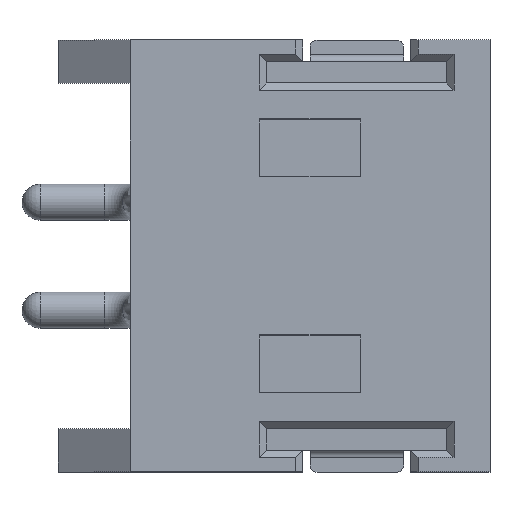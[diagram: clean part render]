
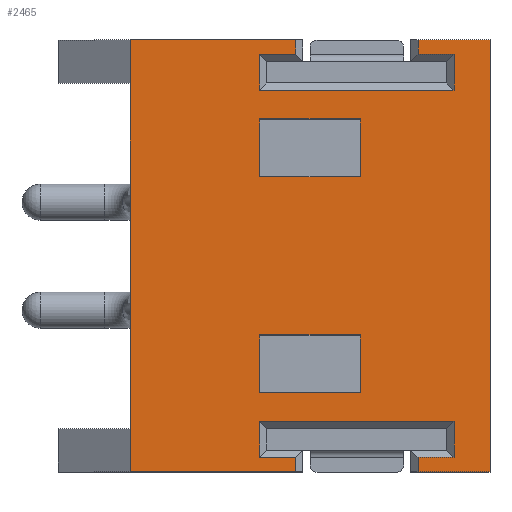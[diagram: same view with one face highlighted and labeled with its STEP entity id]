
A CAD part, top view. The second image highlights one B-rep face of the part: STEP entity #2465.
In plain terms, the highlighted planar face has unit normal (0, 0, 1).
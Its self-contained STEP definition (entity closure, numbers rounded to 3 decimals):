
#14=FACE_BOUND('',#306,.T.);
#15=FACE_BOUND('',#307,.T.);
#41=PLANE('',#2648);
#174=FACE_OUTER_BOUND('',#305,.T.);
#305=EDGE_LOOP('',(#1845,#1846,#1847,#1848,#1849,#1850,#1851,#1852,#1853,
#1854,#1855,#1856,#1857,#1858,#1859,#1860,#1861,#1862,#1863,#1864));
#306=EDGE_LOOP('',(#1865,#1866,#1867,#1868));
#307=EDGE_LOOP('',(#1869,#1870,#1871,#1872));
#454=LINE('',#3644,#764);
#456=LINE('',#3649,#766);
#462=LINE('',#3660,#772);
#463=LINE('',#3662,#773);
#465=LINE('',#3666,#775);
#468=LINE('',#3672,#778);
#473=LINE('',#3681,#783);
#478=LINE('',#3691,#788);
#480=LINE('',#3695,#790);
#481=LINE('',#3697,#791);
#482=LINE('',#3699,#792);
#483=LINE('',#3701,#793);
#484=LINE('',#3703,#794);
#485=LINE('',#3705,#795);
#486=LINE('',#3707,#796);
#487=LINE('',#3709,#797);
#488=LINE('',#3711,#798);
#489=LINE('',#3713,#799);
#490=LINE('',#3715,#800);
#491=LINE('',#3716,#801);
#492=LINE('',#3719,#802);
#493=LINE('',#3721,#803);
#494=LINE('',#3723,#804);
#495=LINE('',#3724,#805);
#496=LINE('',#3727,#806);
#497=LINE('',#3729,#807);
#498=LINE('',#3731,#808);
#499=LINE('',#3732,#809);
#764=VECTOR('',#2930,10.);
#766=VECTOR('',#2934,10.);
#772=VECTOR('',#2942,10.);
#773=VECTOR('',#2945,10.);
#775=VECTOR('',#2949,10.);
#778=VECTOR('',#2954,10.);
#783=VECTOR('',#2961,10.);
#788=VECTOR('',#2972,10.);
#790=VECTOR('',#2976,10.);
#791=VECTOR('',#2977,10.);
#792=VECTOR('',#2978,10.);
#793=VECTOR('',#2979,10.);
#794=VECTOR('',#2980,10.);
#795=VECTOR('',#2981,10.);
#796=VECTOR('',#2982,10.);
#797=VECTOR('',#2983,10.);
#798=VECTOR('',#2984,10.);
#799=VECTOR('',#2985,10.);
#800=VECTOR('',#2986,10.);
#801=VECTOR('',#2987,10.);
#802=VECTOR('',#2988,10.);
#803=VECTOR('',#2989,10.);
#804=VECTOR('',#2990,10.);
#805=VECTOR('',#2991,10.);
#806=VECTOR('',#2992,10.);
#807=VECTOR('',#2993,10.);
#808=VECTOR('',#2994,10.);
#809=VECTOR('',#2995,10.);
#1129=VERTEX_POINT('',#3641);
#1130=VERTEX_POINT('',#3643);
#1131=VERTEX_POINT('',#3647);
#1132=VERTEX_POINT('',#3648);
#1136=VERTEX_POINT('',#3658);
#1137=VERTEX_POINT('',#3665);
#1139=VERTEX_POINT('',#3671);
#1142=VERTEX_POINT('',#3679);
#1144=VERTEX_POINT('',#3690);
#1145=VERTEX_POINT('',#3694);
#1146=VERTEX_POINT('',#3696);
#1147=VERTEX_POINT('',#3698);
#1148=VERTEX_POINT('',#3700);
#1149=VERTEX_POINT('',#3702);
#1150=VERTEX_POINT('',#3704);
#1151=VERTEX_POINT('',#3706);
#1152=VERTEX_POINT('',#3708);
#1153=VERTEX_POINT('',#3710);
#1154=VERTEX_POINT('',#3712);
#1155=VERTEX_POINT('',#3714);
#1156=VERTEX_POINT('',#3717);
#1157=VERTEX_POINT('',#3718);
#1158=VERTEX_POINT('',#3720);
#1159=VERTEX_POINT('',#3722);
#1160=VERTEX_POINT('',#3725);
#1161=VERTEX_POINT('',#3726);
#1162=VERTEX_POINT('',#3728);
#1163=VERTEX_POINT('',#3730);
#1384=EDGE_CURVE('',#1129,#1130,#454,.T.);
#1386=EDGE_CURVE('',#1131,#1132,#456,.T.);
#1392=EDGE_CURVE('',#1136,#1129,#462,.T.);
#1393=EDGE_CURVE('',#1132,#1136,#463,.T.);
#1395=EDGE_CURVE('',#1137,#1131,#465,.T.);
#1398=EDGE_CURVE('',#1130,#1139,#468,.T.);
#1403=EDGE_CURVE('',#1142,#1137,#473,.T.);
#1408=EDGE_CURVE('',#1139,#1144,#478,.T.);
#1410=EDGE_CURVE('',#1145,#1142,#480,.T.);
#1411=EDGE_CURVE('',#1145,#1146,#481,.T.);
#1412=EDGE_CURVE('',#1146,#1147,#482,.T.);
#1413=EDGE_CURVE('',#1148,#1147,#483,.T.);
#1414=EDGE_CURVE('',#1149,#1148,#484,.T.);
#1415=EDGE_CURVE('',#1150,#1149,#485,.T.);
#1416=EDGE_CURVE('',#1151,#1150,#486,.T.);
#1417=EDGE_CURVE('',#1152,#1151,#487,.T.);
#1418=EDGE_CURVE('',#1153,#1152,#488,.T.);
#1419=EDGE_CURVE('',#1154,#1153,#489,.T.);
#1420=EDGE_CURVE('',#1154,#1155,#490,.T.);
#1421=EDGE_CURVE('',#1144,#1155,#491,.T.);
#1422=EDGE_CURVE('',#1156,#1157,#492,.T.);
#1423=EDGE_CURVE('',#1157,#1158,#493,.T.);
#1424=EDGE_CURVE('',#1158,#1159,#494,.T.);
#1425=EDGE_CURVE('',#1159,#1156,#495,.T.);
#1426=EDGE_CURVE('',#1160,#1161,#496,.T.);
#1427=EDGE_CURVE('',#1161,#1162,#497,.T.);
#1428=EDGE_CURVE('',#1162,#1163,#498,.T.);
#1429=EDGE_CURVE('',#1163,#1160,#499,.T.);
#1845=ORIENTED_EDGE('',*,*,#1398,.F.);
#1846=ORIENTED_EDGE('',*,*,#1384,.F.);
#1847=ORIENTED_EDGE('',*,*,#1392,.F.);
#1848=ORIENTED_EDGE('',*,*,#1393,.F.);
#1849=ORIENTED_EDGE('',*,*,#1386,.F.);
#1850=ORIENTED_EDGE('',*,*,#1395,.F.);
#1851=ORIENTED_EDGE('',*,*,#1403,.F.);
#1852=ORIENTED_EDGE('',*,*,#1410,.F.);
#1853=ORIENTED_EDGE('',*,*,#1411,.T.);
#1854=ORIENTED_EDGE('',*,*,#1412,.T.);
#1855=ORIENTED_EDGE('',*,*,#1413,.F.);
#1856=ORIENTED_EDGE('',*,*,#1414,.F.);
#1857=ORIENTED_EDGE('',*,*,#1415,.F.);
#1858=ORIENTED_EDGE('',*,*,#1416,.F.);
#1859=ORIENTED_EDGE('',*,*,#1417,.F.);
#1860=ORIENTED_EDGE('',*,*,#1418,.F.);
#1861=ORIENTED_EDGE('',*,*,#1419,.F.);
#1862=ORIENTED_EDGE('',*,*,#1420,.T.);
#1863=ORIENTED_EDGE('',*,*,#1421,.F.);
#1864=ORIENTED_EDGE('',*,*,#1408,.F.);
#1865=ORIENTED_EDGE('',*,*,#1422,.T.);
#1866=ORIENTED_EDGE('',*,*,#1423,.T.);
#1867=ORIENTED_EDGE('',*,*,#1424,.T.);
#1868=ORIENTED_EDGE('',*,*,#1425,.T.);
#1869=ORIENTED_EDGE('',*,*,#1426,.T.);
#1870=ORIENTED_EDGE('',*,*,#1427,.T.);
#1871=ORIENTED_EDGE('',*,*,#1428,.T.);
#1872=ORIENTED_EDGE('',*,*,#1429,.T.);
#2465=ADVANCED_FACE('',(#174,#14,#15),#41,.T.);
#2648=AXIS2_PLACEMENT_3D('',#3693,#2974,#2975);
#2930=DIRECTION('',(-1.,0.,0.));
#2934=DIRECTION('',(0.,-1.,0.));
#2942=DIRECTION('',(0.,1.,0.));
#2945=DIRECTION('',(1.,0.,0.));
#2949=DIRECTION('',(-1.,0.,0.));
#2954=DIRECTION('',(0.,1.,0.));
#2961=DIRECTION('',(0.,-1.,0.));
#2972=DIRECTION('',(1.,0.,0.));
#2974=DIRECTION('center_axis',(0.,0.,
1.));
#2975=DIRECTION('ref_axis',(0.,-1.,0.));
#2976=DIRECTION('',(1.,0.,0.));
#2977=DIRECTION('',(0.,-1.,0.));
#2978=DIRECTION('',(1.,0.,0.));
#2979=DIRECTION('',(0.,-1.,0.));
#2980=DIRECTION('',(1.,0.,0.));
#2981=DIRECTION('',(0.,-1.,0.));
#2982=DIRECTION('',(-1.,0.,0.));
#2983=DIRECTION('',(0.,1.,0.));
#2984=DIRECTION('',(1.,0.,0.));
#2985=DIRECTION('',(0.,1.,0.));
#2986=DIRECTION('',(1.,0.,0.));
#2987=DIRECTION('',(0.,-1.,0.));
#2988=DIRECTION('',(1.,0.,0.));
#2989=DIRECTION('',(0.,-1.,0.));
#2990=DIRECTION('',(-1.,0.,0.));
#2991=DIRECTION('',(0.,1.,0.));
#2992=DIRECTION('',(-1.,0.,0.));
#2993=DIRECTION('',(0.,1.,0.));
#2994=DIRECTION('',(1.,0.,0.));
#2995=DIRECTION('',(0.,-1.,0.));
#3641=CARTESIAN_POINT('',(5.25,3.55,3.7));
#3643=CARTESIAN_POINT('',(4.75,3.55,3.7));
#3644=CARTESIAN_POINT('',(2.95,3.55,3.7));
#3647=CARTESIAN_POINT('',(2.55,3.55,3.7));
#3648=CARTESIAN_POINT('',(2.55,3.05,3.7));
#3649=CARTESIAN_POINT('',(2.55,3.6,3.7));
#3658=CARTESIAN_POINT('',(5.25,3.05,3.7));
#3660=CARTESIAN_POINT('',(5.25,3.45,3.7));
#3662=CARTESIAN_POINT('',(1.7,3.05,3.7));
#3665=CARTESIAN_POINT('',(3.05,3.55,3.7));
#3666=CARTESIAN_POINT('',(2.95,3.55,3.7));
#3671=CARTESIAN_POINT('',(4.75,3.75,3.7));
#3672=CARTESIAN_POINT('',(4.75,3.75,3.7));
#3679=CARTESIAN_POINT('',(3.05,3.75,3.7));
#3681=CARTESIAN_POINT('',(3.05,3.75,3.7));
#3690=CARTESIAN_POINT('',(5.75,3.75,3.7));
#3691=CARTESIAN_POINT('',(0.75,3.75,3.7));
#3693=CARTESIAN_POINT('Origin',(0.75,3.75,3.7));
#3694=CARTESIAN_POINT('',(0.75,3.75,3.7));
#3695=CARTESIAN_POINT('',(0.75,3.75,3.7));
#3696=CARTESIAN_POINT('',(0.75,-2.25,3.7));
#3697=CARTESIAN_POINT('',(0.75,3.75,3.7));
#3698=CARTESIAN_POINT('',(3.05,-2.25,3.7));
#3699=CARTESIAN_POINT('',(0.75,-2.25,3.7));
#3700=CARTESIAN_POINT('',(3.05,-2.05,3.7));
#3701=CARTESIAN_POINT('',(3.05,0.75,3.7));
#3702=CARTESIAN_POINT('',(2.55,-2.05,3.7));
#3703=CARTESIAN_POINT('',(2.95,-2.05,3.7));
#3704=CARTESIAN_POINT('',(2.55,-1.55,3.7));
#3705=CARTESIAN_POINT('',(2.55,0.9,3.7));
#3706=CARTESIAN_POINT('',(5.25,-1.55,3.7));
#3707=CARTESIAN_POINT('',(1.7,-1.55,3.7));
#3708=CARTESIAN_POINT('',(5.25,-2.05,3.7));
#3709=CARTESIAN_POINT('',(5.25,1.05,3.7));
#3710=CARTESIAN_POINT('',(4.75,-2.05,3.7));
#3711=CARTESIAN_POINT('',(2.95,-2.05,3.7));
#3712=CARTESIAN_POINT('',(4.75,-2.25,3.7));
#3713=CARTESIAN_POINT('',(4.75,0.75,3.7));
#3714=CARTESIAN_POINT('',(5.75,-2.25,3.7));
#3715=CARTESIAN_POINT('',(0.75,-2.25,3.7));
#3716=CARTESIAN_POINT('',(5.75,3.75,3.7));
#3717=CARTESIAN_POINT('',(2.55,2.65,3.7));
#3718=CARTESIAN_POINT('',(3.95,2.65,3.7));
#3719=CARTESIAN_POINT('',(2.35,2.65,3.7));
#3720=CARTESIAN_POINT('',(3.95,1.85,3.7));
#3721=CARTESIAN_POINT('',(3.95,2.8,3.7));
#3722=CARTESIAN_POINT('',(2.55,1.85,3.7));
#3723=CARTESIAN_POINT('',(1.65,1.85,3.7));
#3724=CARTESIAN_POINT('',(2.55,3.2,3.7));
#3725=CARTESIAN_POINT('',(3.95,-1.15,3.7));
#3726=CARTESIAN_POINT('',(2.55,-1.15,3.7));
#3727=CARTESIAN_POINT('',(2.35,-1.15,3.7));
#3728=CARTESIAN_POINT('',(2.55,-0.35,3.7));
#3729=CARTESIAN_POINT('',(2.55,1.3,3.7));
#3730=CARTESIAN_POINT('',(3.95,-0.35,3.7));
#3731=CARTESIAN_POINT('',(1.65,-0.35,3.7));
#3732=CARTESIAN_POINT('',(3.95,1.7,3.7));
